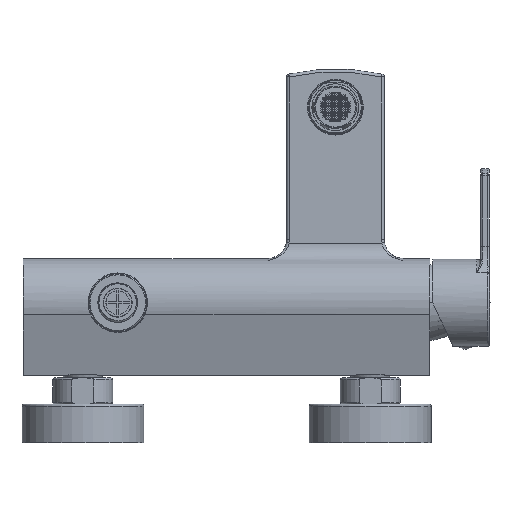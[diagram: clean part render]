
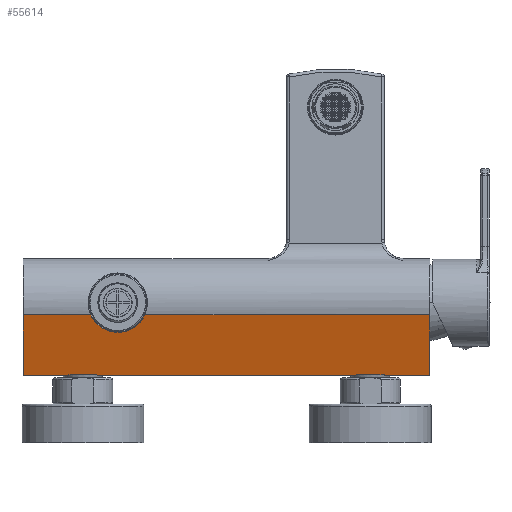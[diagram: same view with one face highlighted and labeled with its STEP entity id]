
A CAD part, front view. The second image highlights one B-rep face of the part: STEP entity #55614.
In plain terms, the highlighted planar face has unit normal (0, -0.961, -0.277).
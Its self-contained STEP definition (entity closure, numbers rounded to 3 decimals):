
#4582=CARTESIAN_POINT('',(-42.665,-22.103,
-6.359));
#4679=CARTESIAN_POINT('',(-70.935,-22.103,
-6.359));
#4696=DIRECTION('',(-1.,0.,0.));
#4697=VECTOR('',#4696,35.065);
#4698=CARTESIAN_POINT('',(-70.935,-22.103,
-6.359));
#4699=LINE('',#4698,#4697);
#4700=DIRECTION('',(-1.,0.,0.));
#4701=VECTOR('',#4700,148.665);
#4702=CARTESIAN_POINT('',(106.,-22.103,-6.359));
#4703=LINE('',#4702,#4701);
#7802=CARTESIAN_POINT('',(-42.665,-22.103,
-6.359));
#7803=CARTESIAN_POINT('',(-42.812,-22.009,
-6.687));
#7804=CARTESIAN_POINT('',(-43.106,-21.838,
-7.282));
#7805=CARTESIAN_POINT('',(-43.548,-21.616,
-8.055));
#7806=CARTESIAN_POINT('',(-43.99,-21.419,
-8.738));
#7807=CARTESIAN_POINT('',(-44.579,-21.184,
-9.556));
#7808=CARTESIAN_POINT('',(-45.315,-20.93,
-10.436));
#7809=CARTESIAN_POINT('',(-46.198,-20.674,
-11.329));
#7810=CARTESIAN_POINT('',(-47.082,-20.454,
-12.093));
#7811=CARTESIAN_POINT('',(-48.26,-20.201,
-12.97));
#7812=CARTESIAN_POINT('',(-49.732,-19.951,
-13.842));
#7813=CARTESIAN_POINT('',(-51.499,-19.731,
-14.606));
#7814=CARTESIAN_POINT('',(-53.266,-19.581,
-15.128));
#7815=CARTESIAN_POINT('',(-55.033,-19.493,
-15.433));
#7816=CARTESIAN_POINT('',(-56.8,-19.464,-15.533));
#7817=CARTESIAN_POINT('',(-58.567,-19.493,
-15.433));
#7818=CARTESIAN_POINT('',(-60.334,-19.581,
-15.128));
#7819=CARTESIAN_POINT('',(-62.101,-19.731,
-14.606));
#7820=CARTESIAN_POINT('',(-63.868,-19.951,
-13.842));
#7821=CARTESIAN_POINT('',(-65.34,-20.201,
-12.97));
#7822=CARTESIAN_POINT('',(-66.518,-20.454,
-12.093));
#7823=CARTESIAN_POINT('',(-67.402,-20.674,
-11.329));
#7824=CARTESIAN_POINT('',(-68.285,-20.93,
-10.436));
#7825=CARTESIAN_POINT('',(-69.021,-21.184,
-9.556));
#7826=CARTESIAN_POINT('',(-69.61,-21.419,
-8.738));
#7827=CARTESIAN_POINT('',(-70.052,-21.616,
-8.055));
#7828=CARTESIAN_POINT('',(-70.494,-21.838,
-7.282));
#7829=CARTESIAN_POINT('',(-70.788,-22.009,
-6.687));
#7830=CARTESIAN_POINT('',(-70.935,-22.103,
-6.359));
#7832=DIRECTION('',(-1.,0.,0.));
#7833=VECTOR('',#7832,23.517);
#7834=CARTESIAN_POINT('',(106.,-13.,-38.));
#7835=LINE('',#7834,#7833);
#7836=CARTESIAN_POINT('',(82.483,-13.,-38.));
#7837=CARTESIAN_POINT('',(82.4,-13.048,
-37.833));
#7838=CARTESIAN_POINT('',(82.314,-13.096,
-37.666));
#7839=CARTESIAN_POINT('',(82.228,-13.144,-37.5));
#7841=DIRECTION('',(1.,0.,0.));
#7842=VECTOR('',#7841,14.455);
#7843=CARTESIAN_POINT('',(67.772,-13.144,-37.5));
#7844=LINE('',#7843,#7842);
#7845=CARTESIAN_POINT('',(67.772,-13.144,-37.5));
#7846=CARTESIAN_POINT('',(67.686,-13.096,
-37.666));
#7847=CARTESIAN_POINT('',(67.6,-13.048,
-37.833));
#7848=CARTESIAN_POINT('',(67.517,-13.,-38.));
#7850=DIRECTION('',(-1.,0.,0.));
#7851=VECTOR('',#7850,135.033);
#7852=CARTESIAN_POINT('',(67.517,-13.,-38.));
#7853=LINE('',#7852,#7851);
#7854=CARTESIAN_POINT('',(-67.772,-13.144,-37.5));
#7855=CARTESIAN_POINT('',(-67.686,-13.096,
-37.666));
#7856=CARTESIAN_POINT('',(-67.6,-13.048,
-37.833));
#7857=CARTESIAN_POINT('',(-67.517,-13.,-38.));
#7859=DIRECTION('',(-1.,0.,0.));
#7860=VECTOR('',#7859,14.455);
#7861=CARTESIAN_POINT('',(-67.772,-13.144,-37.5));
#7862=LINE('',#7861,#7860);
#7863=CARTESIAN_POINT('',(-82.483,-13.,-38.));
#7864=CARTESIAN_POINT('',(-82.4,-13.048,
-37.833));
#7865=CARTESIAN_POINT('',(-82.314,-13.096,
-37.666));
#7866=CARTESIAN_POINT('',(-82.228,-13.144,-37.5));
#7868=DIRECTION('',(-1.,0.,0.));
#7869=VECTOR('',#7868,23.517);
#7870=CARTESIAN_POINT('',(-82.483,-13.,-38.));
#7871=LINE('',#7870,#7869);
#7876=DIRECTION('',(0.,-0.276,0.961));
#7877=VECTOR('',#7876,32.924);
#7878=CARTESIAN_POINT('',(106.,-13.,-38.));
#7879=LINE('',#7878,#7877);
#7982=DIRECTION('',(0.,-0.276,0.961));
#7983=VECTOR('',#7982,32.924);
#7984=CARTESIAN_POINT('',(-106.,-13.,-38.));
#7985=LINE('',#7984,#7983);
#40420=CARTESIAN_POINT('',(106.,-13.,-38.));
#40422=VERTEX_POINT('',#40420);
#40423=CARTESIAN_POINT('',(106.,-22.103,-6.359));
#40425=VERTEX_POINT('',#40423);
#40428=CARTESIAN_POINT('',(-106.,-13.,-38.));
#40430=VERTEX_POINT('',#40428);
#40431=CARTESIAN_POINT('',(-106.,-22.103,-6.359));
#40433=VERTEX_POINT('',#40431);
#40548=CARTESIAN_POINT('',(67.772,-13.144,-37.5));
#40549=CARTESIAN_POINT('',(82.228,-13.144,-37.5));
#40550=VERTEX_POINT('',#40548);
#40551=VERTEX_POINT('',#40549);
#40552=VERTEX_POINT('',#7836);
#40553=VERTEX_POINT('',#7848);
#40560=CARTESIAN_POINT('',(-82.228,-13.144,-37.5));
#40562=VERTEX_POINT('',#40560);
#40565=CARTESIAN_POINT('',(-67.772,-13.144,-37.5));
#40567=VERTEX_POINT('',#40565);
#40568=VERTEX_POINT('',#7863);
#40569=VERTEX_POINT('',#7857);
#40638=VERTEX_POINT('',#4582);
#40639=VERTEX_POINT('',#4679);
#55582=CARTESIAN_POINT('',(106.,-13.,-38.));
#55583=DIRECTION('',(0.,-0.961,-0.276));
#55584=DIRECTION('',(0.,-0.276,0.961));
#55585=AXIS2_PLACEMENT_3D('',#55582,#55583,#55584);
#55586=PLANE('',#55585);
#55587=ORIENTED_EDGE('',*,*,#53172,.F.);
#55588=ORIENTED_EDGE('',*,*,#53145,.F.);
#55590=ORIENTED_EDGE('',*,*,#55589,.F.);
#55592=ORIENTED_EDGE('',*,*,#55591,.T.);
#55594=ORIENTED_EDGE('',*,*,#55593,.T.);
#55596=ORIENTED_EDGE('',*,*,#55595,.F.);
#55598=ORIENTED_EDGE('',*,*,#55597,.T.);
#55600=ORIENTED_EDGE('',*,*,#55599,.T.);
#55602=ORIENTED_EDGE('',*,*,#55601,.F.);
#55604=ORIENTED_EDGE('',*,*,#55603,.T.);
#55606=ORIENTED_EDGE('',*,*,#55605,.F.);
#55608=ORIENTED_EDGE('',*,*,#55607,.T.);
#55610=ORIENTED_EDGE('',*,*,#55609,.T.);
#55611=ORIENTED_EDGE('',*,*,#53137,.F.);
#55612=EDGE_LOOP('',(#55587,#55588,#55590,#55592,#55594,#55596,#55598,#55600,
#55602,#55604,#55606,#55608,#55610,#55611));
#55613=FACE_OUTER_BOUND('',#55612,.F.);
#55614=ADVANCED_FACE('',(#55613),#55586,.T.);
#7831=B_SPLINE_CURVE_WITH_KNOTS('',3,(#7802,#7803,#7804,#7805,#7806,#7807,#7808,
#7809,#7810,#7811,#7812,#7813,#7814,#7815,#7816,#7817,#7818,#7819,#7820,#7821,
#7822,#7823,#7824,#7825,#7826,#7827,#7828,#7829,#7830),.UNSPECIFIED.,.F.,.F.,(4,
1,1,1,1,1,1,1,1,1,1,1,1,1,1,1,1,1,1,1,1,1,1,1,1,1,4),(0.,0.016,0.031,
0.047,0.063,0.094,0.125,0.156,0.188,0.25,0.313,0.375,
0.438,0.5,0.563,0.625,0.688,0.75,0.813,0.844,0.875,
0.906,0.938,0.953,0.969,0.984,1.),.UNSPECIFIED.);
#7840=B_SPLINE_CURVE_WITH_KNOTS('',3,(#7836,#7837,#7838,#7839),.UNSPECIFIED.,
.F.,.F.,(4,4),(0.,1.),.UNSPECIFIED.);
#7849=B_SPLINE_CURVE_WITH_KNOTS('',3,(#7845,#7846,#7847,#7848),.UNSPECIFIED.,
.F.,.F.,(4,4),(0.,1.),.UNSPECIFIED.);
#7858=B_SPLINE_CURVE_WITH_KNOTS('',3,(#7854,#7855,#7856,#7857),.UNSPECIFIED.,
.F.,.F.,(4,4),(0.,1.),.UNSPECIFIED.);
#7867=B_SPLINE_CURVE_WITH_KNOTS('',3,(#7863,#7864,#7865,#7866),.UNSPECIFIED.,
.F.,.F.,(4,4),(0.,1.),.UNSPECIFIED.);
#53137=EDGE_CURVE('',#40639,#40433,#4699,.T.);
#53145=EDGE_CURVE('',#40425,#40638,#4703,.T.);
#53172=EDGE_CURVE('',#40638,#40639,#7831,.T.);
#55589=EDGE_CURVE('',#40422,#40425,#7879,.T.);
#55591=EDGE_CURVE('',#40422,#40552,#7835,.T.);
#55593=EDGE_CURVE('',#40552,#40551,#7840,.T.);
#55595=EDGE_CURVE('',#40550,#40551,#7844,.T.);
#55597=EDGE_CURVE('',#40550,#40553,#7849,.T.);
#55599=EDGE_CURVE('',#40553,#40569,#7853,.T.);
#55601=EDGE_CURVE('',#40567,#40569,#7858,.T.);
#55603=EDGE_CURVE('',#40567,#40562,#7862,.T.);
#55605=EDGE_CURVE('',#40568,#40562,#7867,.T.);
#55607=EDGE_CURVE('',#40568,#40430,#7871,.T.);
#55609=EDGE_CURVE('',#40430,#40433,#7985,.T.);
